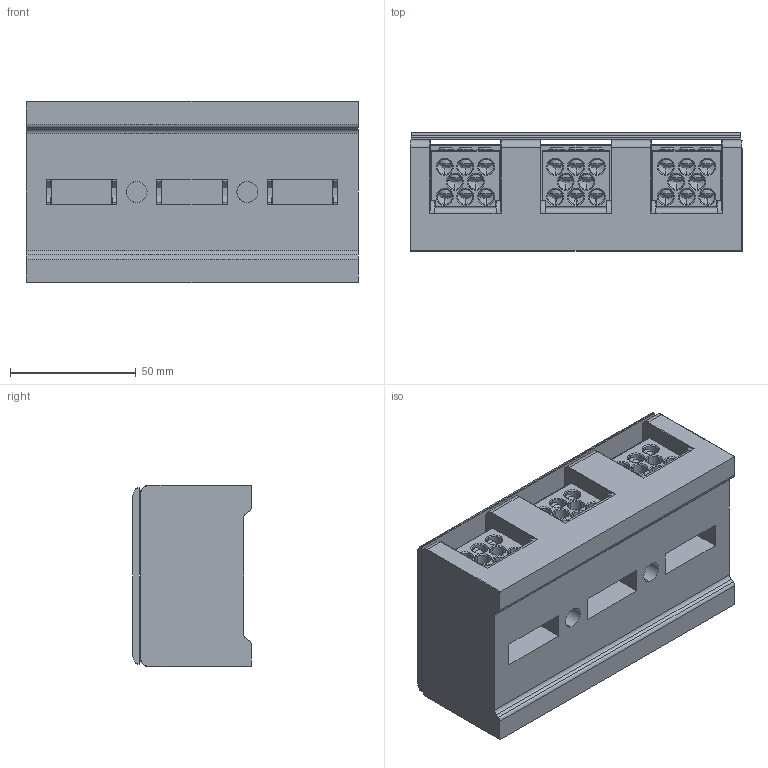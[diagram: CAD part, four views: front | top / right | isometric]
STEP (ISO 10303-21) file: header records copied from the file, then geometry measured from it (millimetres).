
FILE_DESCRIPTION((''),'2;1');
FILE_NAME('5YB574848','2023-07-27T',('Administrator'),(''),'PRO/ENGINEER BY PARAMETRIC TECHNOLOGY CORPORATION, 2013230','PRO/ENGINEER BY PARAMETRIC TECHNOLOGY CORPORATION, 2013230','');
FILE_SCHEMA(('CONFIG_CONTROL_DESIGN'));
Length unit declared in the file: millimetre
Products named in the file (1): 5YB574848
Bounding box: 132 x 47 x 72 mm (x, y, z)
Volume: 292601.2 mm3; surface area: 92885.3 mm2
Topology: 1 solids, 7 shells, 1559 faces, 4308 edges, 2617 vertices
Faces by surface type: plane 663, cylinder 394, cone 312, bspline 102, sphere 60, torus 28
Entity records: 54695 total; most frequent: CARTESIAN_POINT 16212, ORIENTED_EDGE 8292, DIRECTION 7756, EDGE_CURVE 4146, AXIS2_PLACEMENT_3D 2779, VERTEX_POINT 2617, VECTOR 2198, LINE 2198
